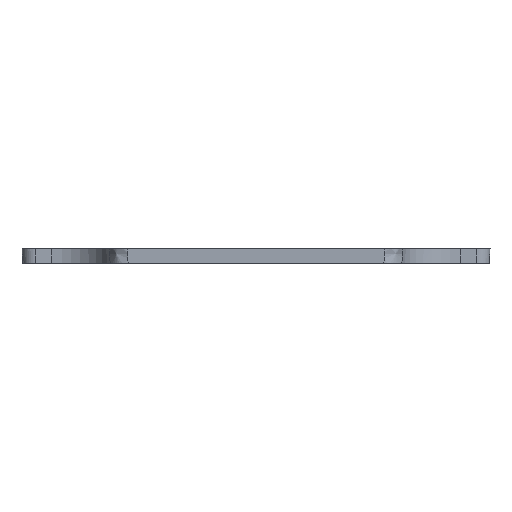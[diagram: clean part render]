
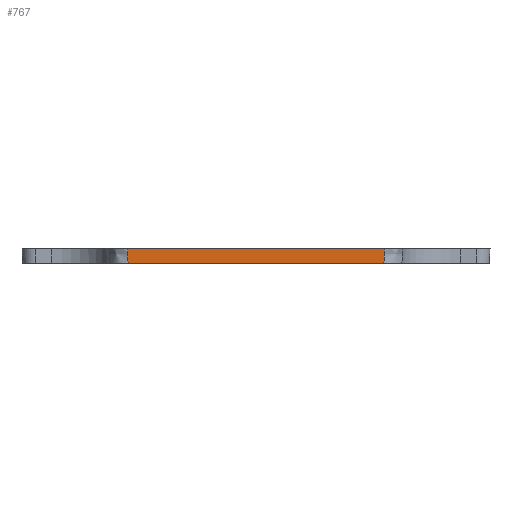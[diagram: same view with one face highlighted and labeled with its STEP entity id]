
A CAD part, front view. The second image highlights one B-rep face of the part: STEP entity #767.
In plain terms, the highlighted planar face has unit normal (0, -0.999, -0.052).
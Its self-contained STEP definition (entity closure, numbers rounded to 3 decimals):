
#65=PLANE('',#875);
#99=FACE_OUTER_BOUND('',#149,.T.);
#149=EDGE_LOOP('',(#653,#654,#655,#656));
#186=LINE('',#1279,#234);
#195=LINE('',#1346,#243);
#234=VECTOR('',#974,1000.);
#243=VECTOR('',#1011,1000.);
#301=CIRCLE('',#876,6133.953);
#302=CIRCLE('',#877,6133.953);
#345=VERTEX_POINT('',#1267);
#346=VERTEX_POINT('',#1278);
#369=VERTEX_POINT('',#1343);
#370=VERTEX_POINT('',#1345);
#429=EDGE_CURVE('',#346,#345,#186,.T.);
#453=EDGE_CURVE('',#369,#370,#195,.T.);
#489=EDGE_CURVE('',#345,#370,#301,.T.);
#490=EDGE_CURVE('',#369,#346,#302,.T.);
#653=ORIENTED_EDGE('',*,*,#429,.T.);
#654=ORIENTED_EDGE('',*,*,#489,.T.);
#655=ORIENTED_EDGE('',*,*,#453,.F.);
#656=ORIENTED_EDGE('',*,*,#490,.T.);
#767=ADVANCED_FACE('',(#99),#65,.T.);
#875=AXIS2_PLACEMENT_3D('',#1408,#1089,#1090);
#876=AXIS2_PLACEMENT_3D('',#1409,#1091,#1092);
#877=AXIS2_PLACEMENT_3D('',#1410,#1093,#1094);
#974=DIRECTION('',(-1.,0.,0.));
#1011=DIRECTION('',(-1.,0.,0.));
#1089=DIRECTION('center_axis',(0.,-0.999,-0.052));
#1090=DIRECTION('ref_axis',(0.,0.052,-0.999));
#1091=DIRECTION('center_axis',(0.,0.999,
0.052));
#1092=DIRECTION('ref_axis',(0.999,-0.002,0.041));
#1093=DIRECTION('center_axis',(0.,0.999,0.052));
#1094=DIRECTION('ref_axis',(-0.999,-0.002,0.041));
#1267=CARTESIAN_POINT('',(-17.305,-40.,2.));
#1278=CARTESIAN_POINT('',(17.305,-40.,2.));
#1279=CARTESIAN_POINT('',(19.5,-40.,2.));
#1343=CARTESIAN_POINT('',(17.223,-39.895,0.));
#1345=CARTESIAN_POINT('',(-17.223,-39.895,0.));
#1346=CARTESIAN_POINT('',(0.,-39.895,0.));
#1408=CARTESIAN_POINT('Origin',(19.5,-40.,2.));
#1409=CARTESIAN_POINT('Origin',(-6146.092,-26.828,-249.339));
#1410=CARTESIAN_POINT('Origin',(6146.092,-26.828,-249.339));
